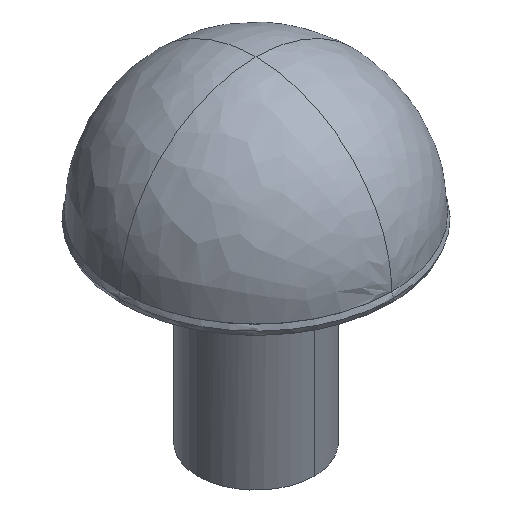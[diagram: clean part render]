
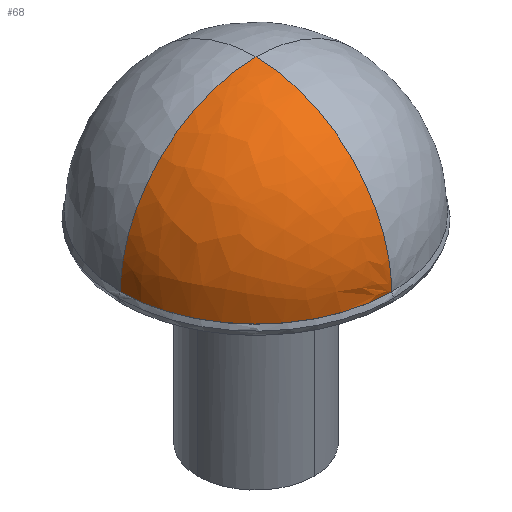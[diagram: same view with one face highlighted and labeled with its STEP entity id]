
A CAD part, isometric view. The second image highlights one B-rep face of the part: STEP entity #68.
In plain terms, the highlighted free-form (B-spline) face has degree [2, 2] with [3, 3] control points.
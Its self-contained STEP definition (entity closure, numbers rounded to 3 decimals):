
#68=ADVANCED_FACE($,(#134),#856,.T.);
#134=FACE_OUTER_BOUND($,#200,.T.);
#200=EDGE_LOOP($,(#274,#275,#276));
#274=ORIENTED_EDGE($,*,*,#560,.T.);
#275=ORIENTED_EDGE($,*,*,#558,.F.);
#276=ORIENTED_EDGE($,*,*,#559,.F.);
#558=EDGE_CURVE($,#731,#730,#1035,.T.);
#559=EDGE_CURVE($,#732,#731,#915,.T.);
#560=EDGE_CURVE($,#732,#730,#916,.T.);
#730=VERTEX_POINT($,#1313);
#731=VERTEX_POINT($,#1314);
#732=VERTEX_POINT($,#1315);
#856=(
BOUNDED_SURFACE()
B_SPLINE_SURFACE(2,2,((#1304,#1305,#1306),(#1307,#1308,#1309),(#1310,#1311,
#1312)),.UNSPECIFIED.,.F.,.F.,.F.)
B_SPLINE_SURFACE_WITH_KNOTS((3,3),(3,3),(102.888,205.776),
(211.578,423.156),.UNSPECIFIED.)
GEOMETRIC_REPRESENTATION_ITEM()
RATIONAL_B_SPLINE_SURFACE(((1.,0.707,1.),(0.707,
0.5,0.707),(1.,0.707,1.)))
REPRESENTATION_ITEM($)
SURFACE()
);
#915=(
BOUNDED_CURVE()
B_SPLINE_CURVE(2,(#1298,#1299,#1300),.UNSPECIFIED.,.F.,.F.)
B_SPLINE_CURVE_WITH_KNOTS((3,3),(211.578,423.156),.UNSPECIFIED.)
CURVE()
GEOMETRIC_REPRESENTATION_ITEM()
RATIONAL_B_SPLINE_CURVE((1.,0.707,1.))
REPRESENTATION_ITEM($)
);
#916=(
BOUNDED_CURVE()
B_SPLINE_CURVE(2,(#1301,#1302,#1303),.UNSPECIFIED.,.F.,.F.)
B_SPLINE_CURVE_WITH_KNOTS((3,3),(102.888,205.776),.UNSPECIFIED.)
CURVE()
GEOMETRIC_REPRESENTATION_ITEM()
RATIONAL_B_SPLINE_CURVE((1.,0.707,1.))
REPRESENTATION_ITEM($)
);
#1035=B_SPLINE_CURVE_WITH_KNOTS($,3,(#1268,#1269,#1270,#1271,#1272,#1273,
#1274,#1275,#1276,#1277,#1278,#1279,#1280,#1281,#1282,#1283,#1284,#1285,
#1286,#1287,#1288,#1289,#1290,#1291,#1292,#1293,#1294,#1295,#1296,#1297),
.UNSPECIFIED.,.F.,.F.,(4,2,2,2,2,2,2,2,2,2,2,2,2,2,4),(-219.911,
-207.317,-194.298,-180.893,-167.146,
-153.115,-138.862,-109.956,-81.05,
-66.796,-52.765,-39.019,-25.613,
-12.594,0.),.UNSPECIFIED.);
#1268=CARTESIAN_POINT($,(0.,-140.,205.));
#1269=CARTESIAN_POINT($,(-4.2,-140.,205.));
#1270=CARTESIAN_POINT($,(-8.397,-139.811,205.));
#1271=CARTESIAN_POINT($,(-16.903,-139.044,205.));
#1272=CARTESIAN_POINT($,(-21.206,-138.453,205.));
#1273=CARTESIAN_POINT($,(-29.871,-136.849,205.));
#1274=CARTESIAN_POINT($,(-34.224,-135.826,205.));
#1275=CARTESIAN_POINT($,(-42.929,-133.335,205.));
#1276=CARTESIAN_POINT($,(-47.271,-131.858,205.));
#1277=CARTESIAN_POINT($,(-55.884,-128.448,205.));
#1278=CARTESIAN_POINT($,(-60.145,-126.509,205.));
#1279=CARTESIAN_POINT($,(-68.523,-122.177,205.));
#1280=CARTESIAN_POINT($,(-72.631,-119.78,205.));
#1281=CARTESIAN_POINT($,(-84.677,-111.905,205.));
#1282=CARTESIAN_POINT($,(-92.179,-105.811,205.));
#1283=CARTESIAN_POINT($,(-105.811,-92.179,205.));
#1284=CARTESIAN_POINT($,(-111.905,-84.677,205.));
#1285=CARTESIAN_POINT($,(-119.78,-72.631,205.));
#1286=CARTESIAN_POINT($,(-122.177,-68.523,205.));
#1287=CARTESIAN_POINT($,(-126.509,-60.145,205.));
#1288=CARTESIAN_POINT($,(-128.448,-55.884,205.));
#1289=CARTESIAN_POINT($,(-131.858,-47.271,205.));
#1290=CARTESIAN_POINT($,(-133.335,-42.929,205.));
#1291=CARTESIAN_POINT($,(-135.826,-34.224,205.));
#1292=CARTESIAN_POINT($,(-136.849,-29.871,205.));
#1293=CARTESIAN_POINT($,(-138.453,-21.206,205.));
#1294=CARTESIAN_POINT($,(-139.044,-16.903,205.));
#1295=CARTESIAN_POINT($,(-139.811,-8.397,205.));
#1296=CARTESIAN_POINT($,(-140.,-4.2,205.));
#1297=CARTESIAN_POINT($,(-140.,0.,205.));
#1298=CARTESIAN_POINT($,(0.,0.,345.));
#1299=CARTESIAN_POINT($,(0.,-140.,345.));
#1300=CARTESIAN_POINT($,(0.,-140.,205.));
#1301=CARTESIAN_POINT($,(0.,0.,345.));
#1302=CARTESIAN_POINT($,(-140.,0.,345.));
#1303=CARTESIAN_POINT($,(-140.,0.,205.));
#1304=CARTESIAN_POINT($,(0.,0.,345.));
#1305=CARTESIAN_POINT($,(0.,-140.,345.));
#1306=CARTESIAN_POINT($,(0.,-140.,205.));
#1307=CARTESIAN_POINT($,(-140.,0.,345.));
#1308=CARTESIAN_POINT($,(-140.,-140.,345.));
#1309=CARTESIAN_POINT($,(0.,-140.,205.));
#1310=CARTESIAN_POINT($,(-140.,0.,205.));
#1311=CARTESIAN_POINT($,(-140.,-140.,205.));
#1312=CARTESIAN_POINT($,(0.,-140.,205.));
#1313=CARTESIAN_POINT($,(-140.,0.,205.));
#1314=CARTESIAN_POINT($,(0.,-140.,205.));
#1315=CARTESIAN_POINT($,(0.,0.,345.));
